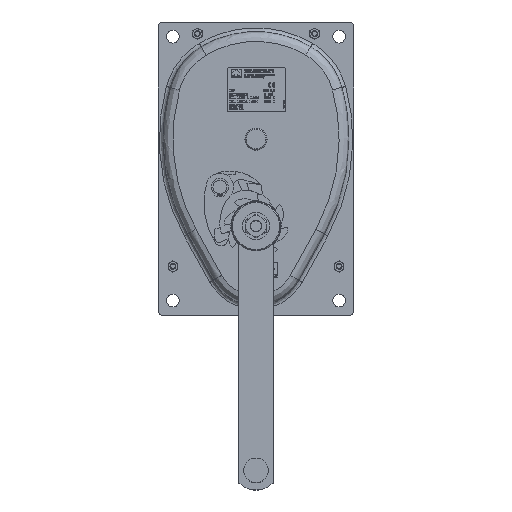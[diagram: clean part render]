
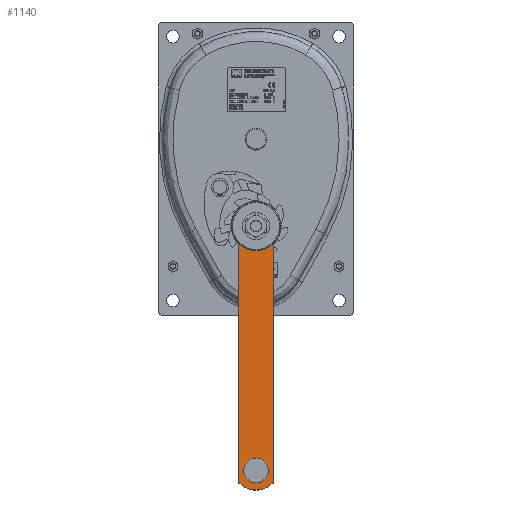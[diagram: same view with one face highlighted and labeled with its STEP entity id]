
A CAD part, top view. The second image highlights one B-rep face of the part: STEP entity #1140.
In plain terms, the highlighted face is planar.
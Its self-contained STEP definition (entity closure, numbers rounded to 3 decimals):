
#580=CARTESIAN_POINT('',(-10.973,4.808,
-24.181));
#590=DIRECTION('',(-1.,0.,0.));
#600=DIRECTION('',(0.,-1.,0.));
#610=AXIS2_PLACEMENT_3D('',#580,#590,#600);
#620=PLANE('',#610);
#630=CARTESIAN_POINT('',(-10.973,0.,250.));
#640=DIRECTION('',(1.,0.,0.));
#650=DIRECTION('',(0.,0.,1.));
#660=AXIS2_PLACEMENT_3D('',#630,#640,#650);
#670=CIRCLE('',#660,12.5);
#680=CARTESIAN_POINT('',(-10.973,0.,262.5))
;
#690=VERTEX_POINT('',#680);
#700=CARTESIAN_POINT('',(-10.973,0.,237.5))
;
#710=VERTEX_POINT('',#700);
#720=EDGE_CURVE('',#690,#710,#670,.T.);
#730=ORIENTED_EDGE('',*,*,#720,.F.);
#740=EDGE_CURVE('',#710,#690,#670,.T.);
#750=ORIENTED_EDGE('',*,*,#740,.F.);
#760=EDGE_LOOP('',(#750,#730));
#770=FACE_BOUND('',#760,.T.);
#780=CARTESIAN_POINT('',(-10.973,0.,245.));
#790=DIRECTION('',(-1.,0.,0.));
#800=DIRECTION('',(0.,-1.,0.));
#810=AXIS2_PLACEMENT_3D('',#780,#790,#800);
#820=CIRCLE('',#810,25.);
#830=CARTESIAN_POINT('',(-10.973,-17.5,262.854));
#840=VERTEX_POINT('',#830);
#850=CARTESIAN_POINT('',(-10.973,17.5,262.854));
#860=VERTEX_POINT('',#850);
#870=EDGE_CURVE('',#840,#860,#820,.T.);
#880=ORIENTED_EDGE('',*,*,#870,.F.);
#890=CARTESIAN_POINT('',(-10.973,17.5,0.));
#900=DIRECTION('',(0.,0.,-1.));
#910=VECTOR('',#900,1.);
#920=LINE('',#890,#910);
#930=CARTESIAN_POINT('',(-10.973,17.5,17.854));
#940=VERTEX_POINT('',#930);
#950=EDGE_CURVE('',#860,#940,#920,.T.);
#960=ORIENTED_EDGE('',*,*,#950,.F.);
#970=CARTESIAN_POINT('',(-10.973,0.,0.));
#980=DIRECTION('',(1.,0.,0.));
#990=DIRECTION('',(-0.,1.,0.));
#1000=AXIS2_PLACEMENT_3D('',#970,#980,#990);
#1010=CIRCLE('',#1000,25.);
#1020=CARTESIAN_POINT('',(-10.973,-17.5,17.854));
#1030=VERTEX_POINT('',#1020);
#1040=EDGE_CURVE('',#940,#1030,#1010,.T.);
#1050=ORIENTED_EDGE('',*,*,#1040,.F.);
#1060=CARTESIAN_POINT('',(-10.973,-17.5,0.));
#1070=DIRECTION('',(0.,0.,-1.));
#1080=VECTOR('',#1070,1.);
#1090=LINE('',#1060,#1080);
#1100=EDGE_CURVE('',#840,#1030,#1090,.T.);
#1110=ORIENTED_EDGE('',*,*,#1100,.T.);
#1120=EDGE_LOOP('',(#1110,#1050,#960,#880));
#1130=FACE_OUTER_BOUND('',#1120,.T.);
#1140=ADVANCED_FACE('',(#770,#1130),#620,.F.);
